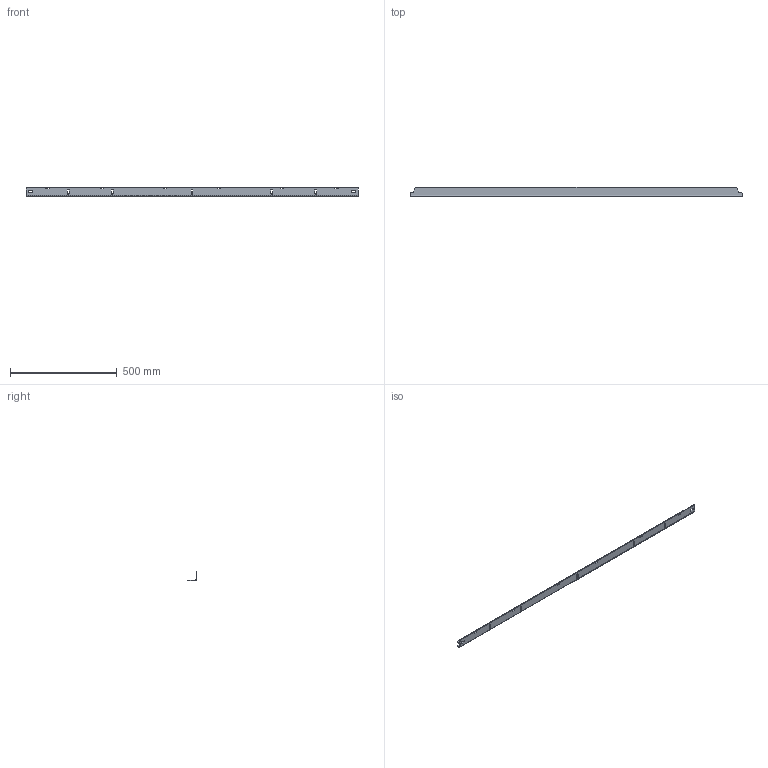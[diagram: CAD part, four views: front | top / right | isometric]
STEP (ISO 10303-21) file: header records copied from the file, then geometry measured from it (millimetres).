
FILE_DESCRIPTION (( 'STEP AP214' ), '1' );
FILE_NAME ('1003-MB53-01 REV 0.step', '2024-04-01T14:55:27', ( '' ), ( '' ), 'SwSTEP 2.0', 'SolidWorks 2020', '' );
FILE_SCHEMA (( 'AUTOMOTIVE_DESIGN' ));
Length unit declared in the file: inch
Products named in the file (1): 1003-MB53-01 REV 0
Bounding box: 1556.94 x 45.12 x 44.45 mm (x, y, z)
Volume: 406209.1 mm3; surface area: 268161 mm2
Topology: 1 solids, 1 shells, 89 faces, 253 edges, 166 vertices
Faces by surface type: plane 48, cylinder 41
Entity records: 2997 total; most frequent: DIRECTION 515, CARTESIAN_POINT 509, ORIENTED_EDGE 506, EDGE_CURVE 253, AXIS2_PLACEMENT_3D 172, LINE 171, VECTOR 171, VERTEX_POINT 166
